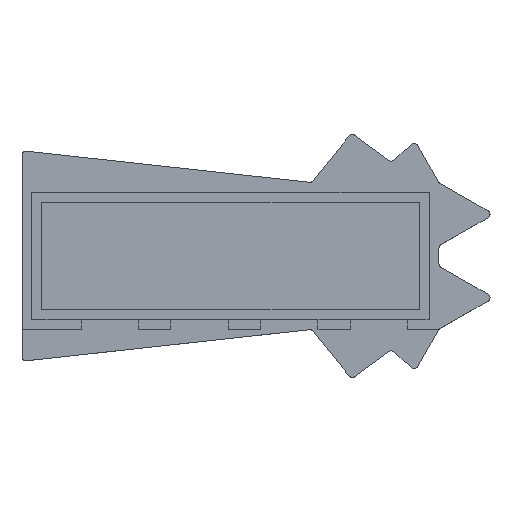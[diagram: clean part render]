
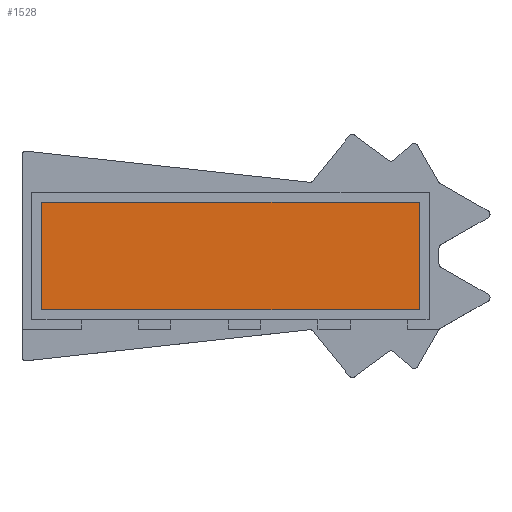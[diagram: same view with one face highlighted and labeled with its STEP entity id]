
A CAD part, top view. The second image highlights one B-rep face of the part: STEP entity #1528.
In plain terms, the highlighted planar face has unit normal (0, 0, 1).
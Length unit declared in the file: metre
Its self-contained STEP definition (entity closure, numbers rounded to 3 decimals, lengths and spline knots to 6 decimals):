
#288=ORIENTED_EDGE('',*,*,#702,.T.);
#289=ORIENTED_EDGE('',*,*,#712,.T.);
#290=ORIENTED_EDGE('',*,*,#709,.F.);
#291=ORIENTED_EDGE('',*,*,#706,.F.);
#702=EDGE_CURVE('',#915,#916,#1046,.T.);
#706=EDGE_CURVE('',#915,#919,#1050,.T.);
#709=EDGE_CURVE('',#919,#921,#1053,.T.);
#712=EDGE_CURVE('',#916,#921,#1056,.T.);
#915=VERTEX_POINT('',#2482);
#916=VERTEX_POINT('',#2483);
#919=VERTEX_POINT('',#2491);
#921=VERTEX_POINT('',#2497);
#1046=LINE('',#2481,#1212);
#1050=LINE('',#2490,#1216);
#1053=LINE('',#2496,#1219);
#1056=LINE('',#2502,#1222);
#1212=VECTOR('',#1954,1.);
#1216=VECTOR('',#1960,1.);
#1219=VECTOR('',#1965,1.);
#1222=VECTOR('',#1970,1.);
#1306=EDGE_LOOP('',(#288,#289,#290,#291));
#1394=FACE_BOUND('',#1306,.T.);
#1479=PLANE('',#1660);
#1528=ADVANCED_FACE('',(#1394),#1479,.T.);
#1660=AXIS2_PLACEMENT_3D('',#2505,#1974,#1975);
#1954=DIRECTION('',(-1.,0.,0.));
#1960=DIRECTION('',(0.,-1.,0.));
#1965=DIRECTION('',(-1.,0.,0.));
#1970=DIRECTION('',(0.,-1.,0.));
#1974=DIRECTION('',(0.,0.,1.));
#1975=DIRECTION('',(1.,0.,0.));
#2481=CARTESIAN_POINT('',(0.,0.0135,0.00152));
#2482=CARTESIAN_POINT('',(0.0475,0.0135,0.00152));
#2483=CARTESIAN_POINT('',(-0.0475,0.0135,0.00152));
#2490=CARTESIAN_POINT('',(0.0475,0.,0.00152));
#2491=CARTESIAN_POINT('',(0.0475,-0.0135,0.00152));
#2496=CARTESIAN_POINT('',(0.,-0.0135,0.00152));
#2497=CARTESIAN_POINT('',(-0.0475,-0.0135,0.00152));
#2502=CARTESIAN_POINT('',(-0.0475,0.,0.00152));
#2505=CARTESIAN_POINT('',(0.,0.,0.00152));
